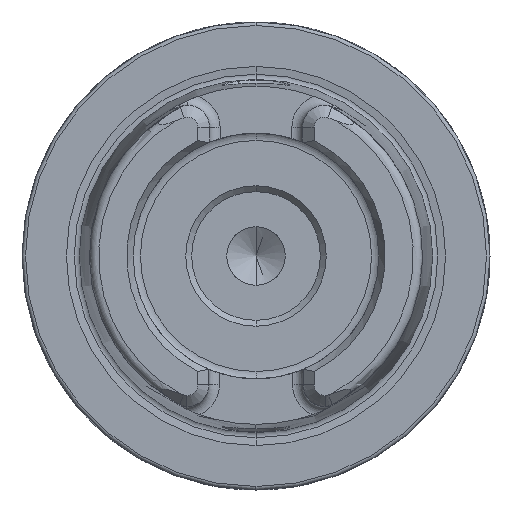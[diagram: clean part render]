
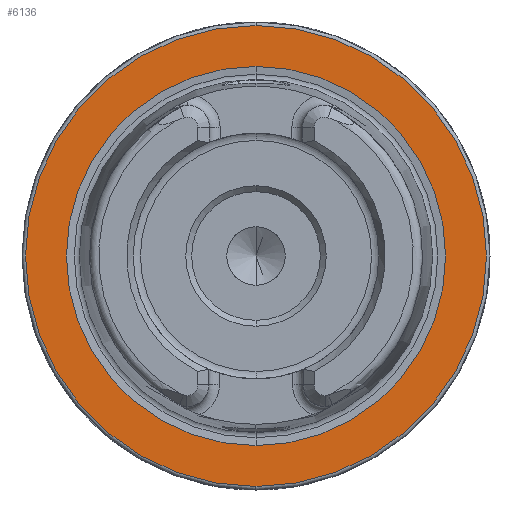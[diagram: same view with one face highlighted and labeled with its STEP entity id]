
A CAD part, left-side view. The second image highlights one B-rep face of the part: STEP entity #6136.
In plain terms, the highlighted planar face has unit normal (-1, 0, 0).
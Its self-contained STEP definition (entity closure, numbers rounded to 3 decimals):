
#505 = CARTESIAN_POINT ( 'NONE',  ( 0., 0., 0. ) ) ;
#1615 = VERTEX_POINT ( 'NONE', #2904 ) ;
#1660 = AXIS2_PLACEMENT_3D ( 'NONE', #5817, #7816, #12846 ) ;
#1940 = PLANE ( 'NONE',  #1660 ) ;
#2208 = ORIENTED_EDGE ( 'NONE', *, *, #12806, .F. ) ;
#2311 = CIRCLE ( 'NONE', #9497, 19.7 ) ;
#2402 = ORIENTED_EDGE ( 'NONE', *, *, #10477, .F. ) ;
#2479 = CIRCLE ( 'NONE', #7152, 16.207 ) ;
#2683 = EDGE_LOOP ( 'NONE', ( #2402, #2208 ) ) ;
#2889 = CARTESIAN_POINT ( 'NONE',  ( 0., 0., 0. ) ) ;
#2904 = CARTESIAN_POINT ( 'NONE',  ( 0., 0., 19.7 ) ) ;
#3025 = CARTESIAN_POINT ( 'NONE',  ( 0., 0., 0. ) ) ;
#3896 = FACE_BOUND ( 'NONE', #2683, .T. ) ;
#4613 = DIRECTION ( 'NONE',  ( -1., 0., 0. ) ) ;
#5006 = DIRECTION ( 'NONE',  ( 0., 0., 1. ) ) ;
#5066 = AXIS2_PLACEMENT_3D ( 'NONE', #2889, #5583, #11941 ) ;
#5583 = DIRECTION ( 'NONE',  ( -1., 0., 0. ) ) ;
#5759 = VERTEX_POINT ( 'NONE', #10330 ) ;
#5817 = CARTESIAN_POINT ( 'NONE',  ( 0., 19.7, 0. ) ) ;
#6068 = DIRECTION ( 'NONE',  ( 0., 0., 1. ) ) ;
#6136 = ADVANCED_FACE ( 'NONE', ( #3896, #12233 ), #1940, .F. ) ;
#7078 = CARTESIAN_POINT ( 'NONE',  ( 0., 0., -16.207 ) ) ;
#7152 = AXIS2_PLACEMENT_3D ( 'NONE', #505, #4613, #12617 ) ;
#7335 = CIRCLE ( 'NONE', #8176, 19.7 ) ;
#7470 = EDGE_LOOP ( 'NONE', ( #10521, #12154 ) ) ;
#7524 = EDGE_CURVE ( 'NONE', #12083, #1615, #7335, .T. ) ;
#7816 = DIRECTION ( 'NONE',  ( 1., 0., 0. ) ) ;
#8176 = AXIS2_PLACEMENT_3D ( 'NONE', #3025, #11087, #6068 ) ;
#8314 = CIRCLE ( 'NONE', #5066, 16.207 ) ;
#9037 = CARTESIAN_POINT ( 'NONE',  ( 0., 0., 0. ) ) ;
#9497 = AXIS2_PLACEMENT_3D ( 'NONE', #9037, #11061, #5006 ) ;
#10330 = CARTESIAN_POINT ( 'NONE',  ( 0., 0., 16.207 ) ) ;
#10477 = EDGE_CURVE ( 'NONE', #5759, #12177, #8314, .T. ) ;
#10521 = ORIENTED_EDGE ( 'NONE', *, *, #12563, .T. ) ;
#11061 = DIRECTION ( 'NONE',  ( -1., 0., 0. ) ) ;
#11087 = DIRECTION ( 'NONE',  ( -1., 0., 0. ) ) ;
#11938 = CARTESIAN_POINT ( 'NONE',  ( 0., 0., -19.7 ) ) ;
#11941 = DIRECTION ( 'NONE',  ( 0., 0., 1. ) ) ;
#12083 = VERTEX_POINT ( 'NONE', #11938 ) ;
#12154 = ORIENTED_EDGE ( 'NONE', *, *, #7524, .T. ) ;
#12177 = VERTEX_POINT ( 'NONE', #7078 ) ;
#12233 = FACE_OUTER_BOUND ( 'NONE', #7470, .T. ) ;
#12563 = EDGE_CURVE ( 'NONE', #1615, #12083, #2311, .T. ) ;
#12617 = DIRECTION ( 'NONE',  ( 0., 0., 1. ) ) ;
#12806 = EDGE_CURVE ( 'NONE', #12177, #5759, #2479, .T. ) ;
#12846 = DIRECTION ( 'NONE',  ( 0., 0., -1. ) ) ;
